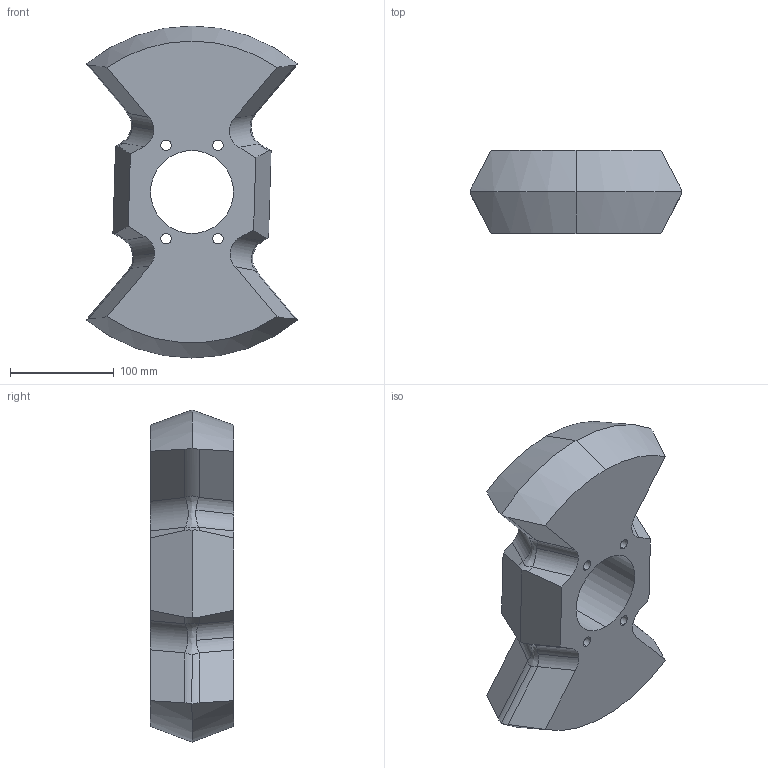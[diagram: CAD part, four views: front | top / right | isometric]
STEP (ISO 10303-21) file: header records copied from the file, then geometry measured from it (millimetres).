
FILE_DESCRIPTION (( 'STEP AP214' ), '1' );
FILE_NAME ('Weapon_Vertical-Spinner.STEP', '2025-03-23T10:23:08', ( '' ), ( '' ), 'SwSTEP 2.0', 'SolidWorks 2024', '' );
FILE_SCHEMA (( 'AUTOMOTIVE_DESIGN' ));
Length unit declared in the file: millimetre
Products named in the file (1): Weapon_Vertical-Spinner
Bounding box: 203.72 x 80 x 320 mm (x, y, z)
Volume: 2735475.2 mm3; surface area: 167920.7 mm2
Topology: 1 solids, 1 shells, 64 faces, 167 edges, 105 vertices
Faces by surface type: cylinder 32, plane 22, cone 6, bspline 4
Entity records: 2211 total; most frequent: CARTESIAN_POINT 703, ORIENTED_EDGE 334, DIRECTION 284, EDGE_CURVE 167, VERTEX_POINT 105, AXIS2_PLACEMENT_3D 102, VECTOR 80, LINE 80
